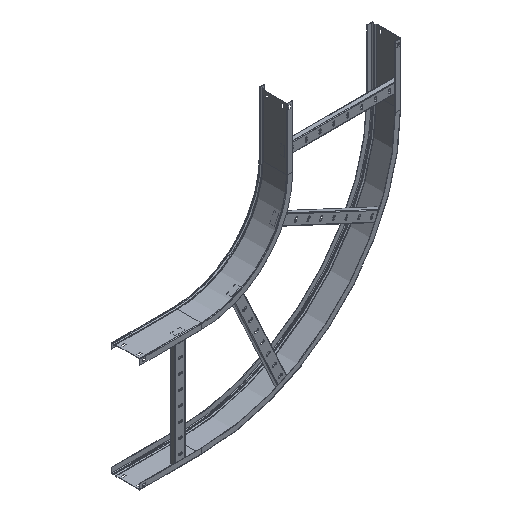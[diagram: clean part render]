
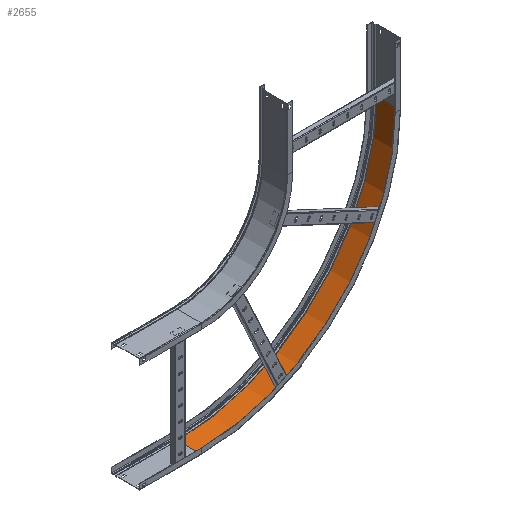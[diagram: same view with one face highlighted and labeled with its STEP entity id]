
A CAD part, isometric view. The second image highlights one B-rep face of the part: STEP entity #2655.
In plain terms, the highlighted cylindrical face has radius 698.8 mm (diameter 1397.6 mm), a partial arc.
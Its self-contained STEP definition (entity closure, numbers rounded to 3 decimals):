
#334 = LINE ( 'NONE', #8103, #5729 ) ;
#584 = CARTESIAN_POINT ( 'NONE',  ( 0., 0., 0. ) ) ;
#828 = AXIS2_PLACEMENT_3D ( 'NONE', #584, #5134, #2600 ) ;
#1093 = CARTESIAN_POINT ( 'NONE',  ( 0., 2.2, -698.8 ) ) ;
#1397 = CARTESIAN_POINT ( 'NONE',  ( 698.8, 84.026, 0. ) ) ;
#1505 = DIRECTION ( 'NONE',  ( 0., 1., 0. ) ) ;
#1892 = LINE ( 'NONE', #1093, #5283 ) ;
#2030 = EDGE_LOOP ( 'NONE', ( #2248, #2652, #6273, #8244 ) ) ;
#2248 = ORIENTED_EDGE ( 'NONE', *, *, #7009, .T. ) ;
#2397 = DIRECTION ( 'NONE',  ( 0., 1., 0. ) ) ;
#2424 = EDGE_CURVE ( 'NONE', #2556, #5198, #1892, .T. ) ;
#2538 = CARTESIAN_POINT ( 'NONE',  ( 0., 2.2, -698.8 ) ) ;
#2552 = EDGE_CURVE ( 'NONE', #2559, #2556, #4757, .T. ) ;
#2556 = VERTEX_POINT ( 'NONE', #2538 ) ;
#2559 = VERTEX_POINT ( 'NONE', #5847 ) ;
#2600 = DIRECTION ( 'NONE',  ( 0., 0., 1. ) ) ;
#2602 = CYLINDRICAL_SURFACE ( 'NONE', #828, 698.8 ) ;
#2635 = CARTESIAN_POINT ( 'NONE',  ( 0., 84.026, 0. ) ) ;
#2652 = ORIENTED_EDGE ( 'NONE', *, *, #2424, .F. ) ;
#2655 = ADVANCED_FACE ( 'NONE', ( #6869 ), #2602, .F. ) ;
#3149 = DIRECTION ( 'NONE',  ( 0., 1., 0. ) ) ;
#3299 = DIRECTION ( 'NONE',  ( 0., 1., 0. ) ) ;
#4757 = CIRCLE ( 'NONE', #6526, 698.8 ) ;
#5134 = DIRECTION ( 'NONE',  ( 0., 1., 0. ) ) ;
#5165 = CARTESIAN_POINT ( 'NONE',  ( 0., 2.2, 0. ) ) ;
#5198 = VERTEX_POINT ( 'NONE', #7845 ) ;
#5283 = VECTOR ( 'NONE', #2397, 1000. ) ;
#5729 = VECTOR ( 'NONE', #1505, 1000. ) ;
#5847 = CARTESIAN_POINT ( 'NONE',  ( 698.8, 2.2, 0. ) ) ;
#6273 = ORIENTED_EDGE ( 'NONE', *, *, #2552, .F. ) ;
#6361 = EDGE_CURVE ( 'NONE', #2559, #7148, #334, .T. ) ;
#6526 = AXIS2_PLACEMENT_3D ( 'NONE', #5165, #3149, #6590 ) ;
#6590 = DIRECTION ( 'NONE',  ( 0., 0., 1. ) ) ;
#6869 = FACE_OUTER_BOUND ( 'NONE', #2030, .T. ) ;
#6953 = AXIS2_PLACEMENT_3D ( 'NONE', #2635, #3299, #8027 ) ;
#7009 = EDGE_CURVE ( 'NONE', #7148, #5198, #8517, .T. ) ;
#7148 = VERTEX_POINT ( 'NONE', #1397 ) ;
#7845 = CARTESIAN_POINT ( 'NONE',  ( 0., 84.026, -698.8 ) ) ;
#8027 = DIRECTION ( 'NONE',  ( 0., 0., 1. ) ) ;
#8103 = CARTESIAN_POINT ( 'NONE',  ( 698.8, 0., 0. ) ) ;
#8244 = ORIENTED_EDGE ( 'NONE', *, *, #6361, .T. ) ;
#8517 = CIRCLE ( 'NONE', #6953, 698.8 ) ;
